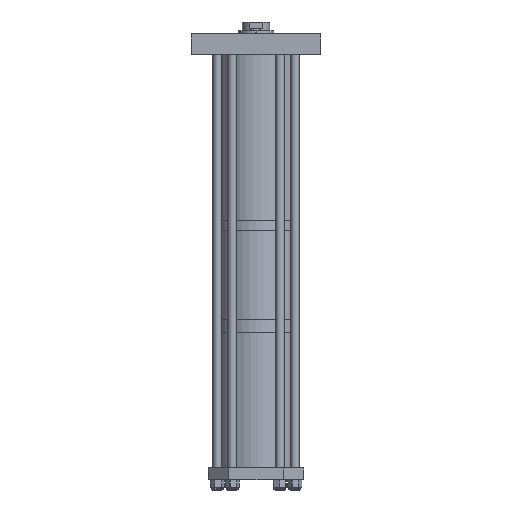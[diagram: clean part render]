
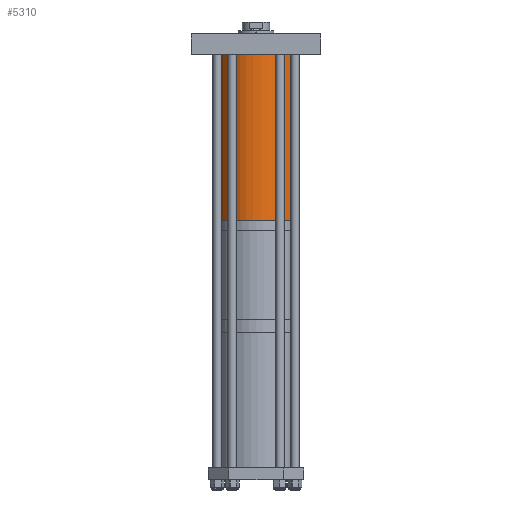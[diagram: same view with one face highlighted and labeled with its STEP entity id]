
A CAD part, front view. The second image highlights one B-rep face of the part: STEP entity #5310.
In plain terms, the highlighted cylindrical face has radius 152.4 mm (diameter 304.8 mm), a partial arc.
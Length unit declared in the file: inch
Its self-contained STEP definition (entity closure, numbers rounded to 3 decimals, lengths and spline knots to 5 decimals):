
#171 = CARTESIAN_POINT ( 'NONE',  ( 0., 0., 0. ) ) ;
#320 = CARTESIAN_POINT ( 'NONE',  ( -6., 0., 0. ) ) ;
#341 = ORIENTED_EDGE ( 'NONE', *, *, #8905, .T. ) ;
#873 = VECTOR ( 'NONE', #7830, 39.37008 ) ;
#999 = DIRECTION ( 'NONE',  ( 0., 0., 1. ) ) ;
#1502 = CARTESIAN_POINT ( 'NONE',  ( -6., 0., 24.452 ) ) ;
#2249 = VERTEX_POINT ( 'NONE', #10024 ) ;
#2473 = DIRECTION ( 'NONE',  ( 1., 0., 0. ) ) ;
#3155 = CARTESIAN_POINT ( 'NONE',  ( 0., 0., 24.452 ) ) ;
#3240 = EDGE_CURVE ( 'NONE', #2249, #4677, #11228, .T. ) ;
#3700 = ORIENTED_EDGE ( 'NONE', *, *, #3724, .F. ) ;
#3719 = DIRECTION ( 'NONE',  ( 0., 0., -1. ) ) ;
#3724 = EDGE_CURVE ( 'NONE', #4943, #2249, #8264, .T. ) ;
#4212 = CIRCLE ( 'NONE', #10927, 6. ) ;
#4459 = FACE_OUTER_BOUND ( 'NONE', #7516, .T. ) ;
#4638 = EDGE_CURVE ( 'NONE', #7111, #4677, #4212, .T. ) ;
#4677 = VERTEX_POINT ( 'NONE', #10036 ) ;
#4943 = VERTEX_POINT ( 'NONE', #6900 ) ;
#5310 = ADVANCED_FACE ( 'NONE', ( #4459 ), #10972, .T. ) ;
#6544 = VECTOR ( 'NONE', #3719, 39.37008 ) ;
#6900 = CARTESIAN_POINT ( 'NONE',  ( -6., 0., 24.452 ) ) ;
#6926 = LINE ( 'NONE', #1502, #873 ) ;
#7111 = VERTEX_POINT ( 'NONE', #320 ) ;
#7188 = DIRECTION ( 'NONE',  ( 1., 0., 0. ) ) ;
#7516 = EDGE_LOOP ( 'NONE', ( #9732, #3700, #341, #8101 ) ) ;
#7830 = DIRECTION ( 'NONE',  ( 0., 0., -1. ) ) ;
#8101 = ORIENTED_EDGE ( 'NONE', *, *, #4638, .T. ) ;
#8264 = CIRCLE ( 'NONE', #9606, 6. ) ;
#8905 = EDGE_CURVE ( 'NONE', #4943, #7111, #6926, .T. ) ;
#9606 = AXIS2_PLACEMENT_3D ( 'NONE', #11547, #9812, #2473 ) ;
#9732 = ORIENTED_EDGE ( 'NONE', *, *, #3240, .F. ) ;
#9812 = DIRECTION ( 'NONE',  ( 0., 0., 1. ) ) ;
#10024 = CARTESIAN_POINT ( 'NONE',  ( 6., 0., 24.452 ) ) ;
#10036 = CARTESIAN_POINT ( 'NONE',  ( 6., 0., 0. ) ) ;
#10265 = AXIS2_PLACEMENT_3D ( 'NONE', #3155, #11219, #10350 ) ;
#10350 = DIRECTION ( 'NONE',  ( -1., 0., 0. ) ) ;
#10879 = CARTESIAN_POINT ( 'NONE',  ( 6., 0., 24.452 ) ) ;
#10927 = AXIS2_PLACEMENT_3D ( 'NONE', #171, #999, #7188 ) ;
#10972 = CYLINDRICAL_SURFACE ( 'NONE', #10265, 6. ) ;
#11219 = DIRECTION ( 'NONE',  ( 0., 0., -1. ) ) ;
#11228 = LINE ( 'NONE', #10879, #6544 ) ;
#11547 = CARTESIAN_POINT ( 'NONE',  ( 0., 0., 24.452 ) ) ;
